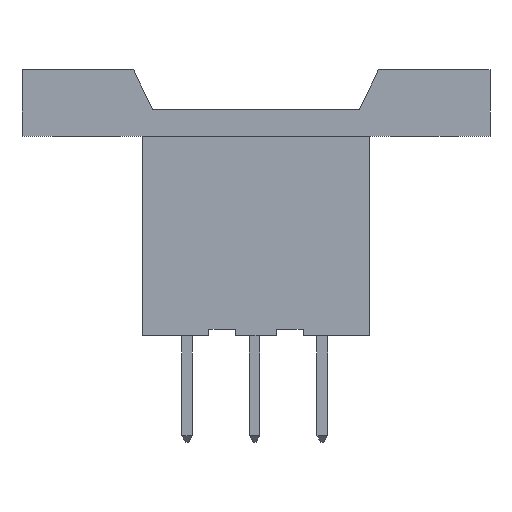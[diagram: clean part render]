
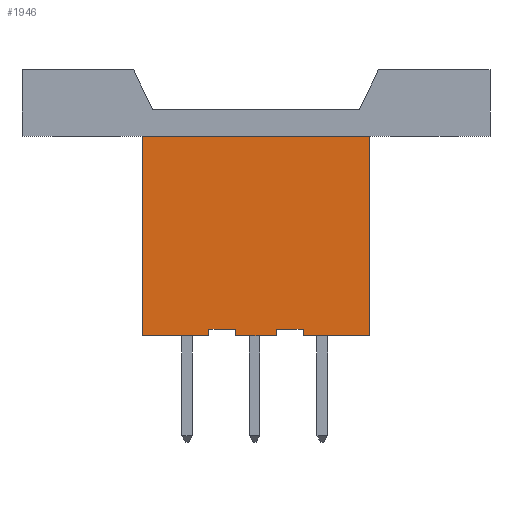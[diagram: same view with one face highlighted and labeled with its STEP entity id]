
A CAD part, front view. The second image highlights one B-rep face of the part: STEP entity #1946.
In plain terms, the highlighted planar face has unit normal (0, -1, 0).
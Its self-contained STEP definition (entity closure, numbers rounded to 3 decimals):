
#1871=AXIS2_PLACEMENT_3D('Plane Axis2P3D',#1868,#1869,#1870) ;
#302=CARTESIAN_POINT('Vertex',(9.02,1.727,23.)) ;
#305=CARTESIAN_POINT('Line Origine',(17.58,1.727,23.)) ;
#309=CARTESIAN_POINT('Vertex',(26.14,1.727,23.)) ;
#730=CARTESIAN_POINT('Vertex',(14.04,1.727,8.5)) ;
#735=CARTESIAN_POINT('Line Origine',(14.04,1.727,8.25)) ;
#739=CARTESIAN_POINT('Vertex',(14.04,1.727,8.)) ;
#774=CARTESIAN_POINT('Line Origine',(11.53,1.727,8.)) ;
#778=CARTESIAN_POINT('Vertex',(9.02,1.727,8.)) ;
#1868=CARTESIAN_POINT('Axis2P3D Location',(3.939,1.727,23.)) ;
#1873=CARTESIAN_POINT('Line Origine',(26.14,1.727,15.5)) ;
#1877=CARTESIAN_POINT('Vertex',(26.14,1.727,8.)) ;
#1880=CARTESIAN_POINT('Line Origine',(9.02,1.727,15.5)) ;
#1885=CARTESIAN_POINT('Line Origine',(15.04,1.727,8.5)) ;
#1889=CARTESIAN_POINT('Vertex',(16.04,1.727,8.5)) ;
#1892=CARTESIAN_POINT('Line Origine',(16.04,1.727,8.25)) ;
#1896=CARTESIAN_POINT('Vertex',(16.04,1.727,8.)) ;
#1899=CARTESIAN_POINT('Line Origine',(17.58,1.727,8.)) ;
#1903=CARTESIAN_POINT('Vertex',(19.12,1.727,8.)) ;
#1906=CARTESIAN_POINT('Line Origine',(19.12,1.727,8.25)) ;
#1910=CARTESIAN_POINT('Vertex',(19.12,1.727,8.5)) ;
#1913=CARTESIAN_POINT('Line Origine',(20.12,1.727,8.5)) ;
#1917=CARTESIAN_POINT('Vertex',(21.12,1.727,8.5)) ;
#1920=CARTESIAN_POINT('Line Origine',(21.12,1.727,8.25)) ;
#1924=CARTESIAN_POINT('Vertex',(21.12,1.727,8.)) ;
#1927=CARTESIAN_POINT('Line Origine',(23.63,1.727,8.)) ;
#306=DIRECTION('Vector Direction',(-1.,0.,0.)) ;
#736=DIRECTION('Vector Direction',(0.,0.,-1.)) ;
#775=DIRECTION('Vector Direction',(1.,0.,0.)) ;
#1869=DIRECTION('Axis2P3D Direction',(-0.,1.,0.)) ;
#1870=DIRECTION('Axis2P3D XDirection',(1.,0.,0.)) ;
#1874=DIRECTION('Vector Direction',(0.,0.,-1.)) ;
#1881=DIRECTION('Vector Direction',(0.,0.,-1.)) ;
#1886=DIRECTION('Vector Direction',(1.,0.,0.)) ;
#1893=DIRECTION('Vector Direction',(0.,0.,-1.)) ;
#1900=DIRECTION('Vector Direction',(1.,0.,0.)) ;
#1907=DIRECTION('Vector Direction',(0.,0.,-1.)) ;
#1914=DIRECTION('Vector Direction',(1.,0.,0.)) ;
#1921=DIRECTION('Vector Direction',(0.,0.,-1.)) ;
#1928=DIRECTION('Vector Direction',(-1.,0.,0.)) ;
#307=VECTOR('Line Direction',#306,1.) ;
#737=VECTOR('Line Direction',#736,1.) ;
#776=VECTOR('Line Direction',#775,1.) ;
#1875=VECTOR('Line Direction',#1874,1.) ;
#1882=VECTOR('Line Direction',#1881,1.) ;
#1887=VECTOR('Line Direction',#1886,1.) ;
#1894=VECTOR('Line Direction',#1893,1.) ;
#1901=VECTOR('Line Direction',#1900,1.) ;
#1908=VECTOR('Line Direction',#1907,1.) ;
#1915=VECTOR('Line Direction',#1914,1.) ;
#1922=VECTOR('Line Direction',#1921,1.) ;
#1929=VECTOR('Line Direction',#1928,1.) ;
#1933=ORIENTED_EDGE('',*,*,#1879,.F.) ;
#1934=ORIENTED_EDGE('',*,*,#311,.T.) ;
#1935=ORIENTED_EDGE('',*,*,#1884,.T.) ;
#1936=ORIENTED_EDGE('',*,*,#780,.T.) ;
#1937=ORIENTED_EDGE('',*,*,#741,.T.) ;
#1938=ORIENTED_EDGE('',*,*,#1891,.T.) ;
#1939=ORIENTED_EDGE('',*,*,#1898,.T.) ;
#1940=ORIENTED_EDGE('',*,*,#1905,.T.) ;
#1941=ORIENTED_EDGE('',*,*,#1912,.T.) ;
#1942=ORIENTED_EDGE('',*,*,#1919,.T.) ;
#1943=ORIENTED_EDGE('',*,*,#1926,.T.) ;
#1944=ORIENTED_EDGE('',*,*,#1931,.F.) ;
#1946=ADVANCED_FACE('model',(#1945),#1872,.F.) ;
#311=EDGE_CURVE('',#310,#303,#308,.T.) ;
#741=EDGE_CURVE('',#740,#731,#738,.F.) ;
#780=EDGE_CURVE('',#779,#740,#777,.T.) ;
#1879=EDGE_CURVE('',#310,#1878,#1876,.T.) ;
#1884=EDGE_CURVE('',#303,#779,#1883,.T.) ;
#1891=EDGE_CURVE('',#731,#1890,#1888,.T.) ;
#1898=EDGE_CURVE('',#1890,#1897,#1895,.T.) ;
#1905=EDGE_CURVE('',#1897,#1904,#1902,.T.) ;
#1912=EDGE_CURVE('',#1904,#1911,#1909,.F.) ;
#1919=EDGE_CURVE('',#1911,#1918,#1916,.T.) ;
#1926=EDGE_CURVE('',#1918,#1925,#1923,.T.) ;
#1931=EDGE_CURVE('',#1878,#1925,#1930,.T.) ;
#1932=EDGE_LOOP('',(#1933,#1934,#1935,#1936,#1937,#1938,#1939,#1940,#1941,#1942,#1943,#1944)) ;
#1945=FACE_OUTER_BOUND('',#1932,.T.) ;
#308=LINE('Line',#305,#307) ;
#738=LINE('Line',#735,#737) ;
#777=LINE('Line',#774,#776) ;
#1876=LINE('Line',#1873,#1875) ;
#1883=LINE('Line',#1880,#1882) ;
#1888=LINE('Line',#1885,#1887) ;
#1895=LINE('Line',#1892,#1894) ;
#1902=LINE('Line',#1899,#1901) ;
#1909=LINE('Line',#1906,#1908) ;
#1916=LINE('Line',#1913,#1915) ;
#1923=LINE('Line',#1920,#1922) ;
#1930=LINE('Line',#1927,#1929) ;
#1872=PLANE('',#1871) ;
#303=VERTEX_POINT('',#302) ;
#310=VERTEX_POINT('',#309) ;
#731=VERTEX_POINT('',#730) ;
#740=VERTEX_POINT('',#739) ;
#779=VERTEX_POINT('',#778) ;
#1878=VERTEX_POINT('',#1877) ;
#1890=VERTEX_POINT('',#1889) ;
#1897=VERTEX_POINT('',#1896) ;
#1904=VERTEX_POINT('',#1903) ;
#1911=VERTEX_POINT('',#1910) ;
#1918=VERTEX_POINT('',#1917) ;
#1925=VERTEX_POINT('',#1924) ;
